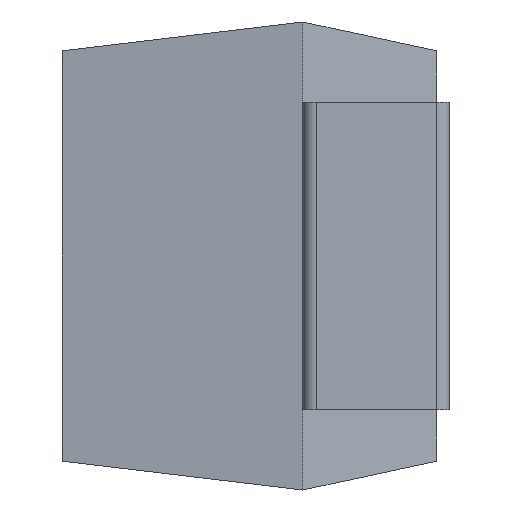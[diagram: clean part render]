
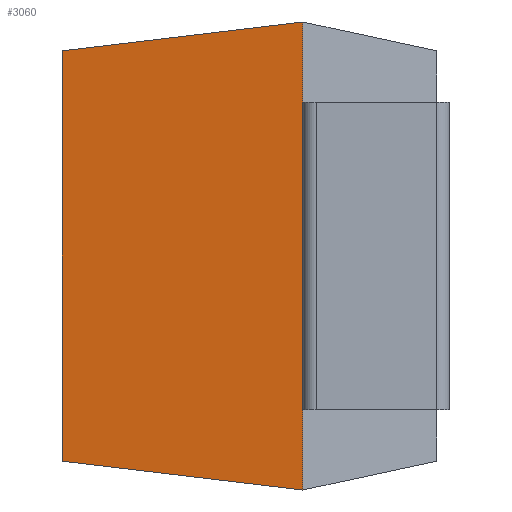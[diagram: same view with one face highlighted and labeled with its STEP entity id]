
A CAD part, left-side view. The second image highlights one B-rep face of the part: STEP entity #3060.
In plain terms, the highlighted planar face has unit normal (-0.993, 0.119, 0).
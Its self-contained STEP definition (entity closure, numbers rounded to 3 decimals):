
#3 = CARTESIAN_POINT ( 'NONE',  ( 0., 1., -3.5 ) ) ;
#77 = CARTESIAN_POINT ( 'NONE',  ( 0.215, 2.8, -3.5 ) ) ;
#142 = DIRECTION ( 'NONE',  ( 0., 0., 1. ) ) ;
#171 = CARTESIAN_POINT ( 'NONE',  ( 0., 1., -3.5 ) ) ;
#184 = VECTOR ( 'NONE', #400, 1000. ) ;
#243 = LINE ( 'NONE', #3156, #2548 ) ;
#400 = DIRECTION ( 'NONE',  ( 0., 0., 1. ) ) ;
#488 = CARTESIAN_POINT ( 'NONE',  ( 0., 1., 0. ) ) ;
#802 = CARTESIAN_POINT ( 'NONE',  ( -0.118, 0.014, -3.5 ) ) ;
#838 = CARTESIAN_POINT ( 'NONE',  ( 0.215, 2.8, -0.215 ) ) ;
#942 = DIRECTION ( 'NONE',  ( -0.118, -0.986, 0.118 ) ) ;
#971 = FACE_OUTER_BOUND ( 'NONE', #2659, .T. ) ;
#1125 = ORIENTED_EDGE ( 'NONE', *, *, #2071, .F. ) ;
#1157 = EDGE_CURVE ( 'NONE', #1928, #3117, #2587, .T. ) ;
#1333 = EDGE_CURVE ( 'NONE', #3374, #2828, #3839, .T. ) ;
#1359 = PLANE ( 'NONE',  #3861 ) ;
#1725 = DIRECTION ( 'NONE',  ( -0.119, -0.993, 0. ) ) ;
#1849 = VECTOR ( 'NONE', #942, 1000. ) ;
#1928 = VERTEX_POINT ( 'NONE', #3263 ) ;
#1976 = ORIENTED_EDGE ( 'NONE', *, *, #1333, .T. ) ;
#2071 = EDGE_CURVE ( 'NONE', #3117, #2828, #2560, .T. ) ;
#2548 = VECTOR ( 'NONE', #2827, 1000. ) ;
#2560 = LINE ( 'NONE', #3357, #1849 ) ;
#2587 = LINE ( 'NONE', #77, #184 ) ;
#2649 = VECTOR ( 'NONE', #142, 1000. ) ;
#2659 = EDGE_LOOP ( 'NONE', ( #1125, #2748, #2911, #1976 ) ) ;
#2748 = ORIENTED_EDGE ( 'NONE', *, *, #1157, .F. ) ;
#2827 = DIRECTION ( 'NONE',  ( -0.118, -0.986, -0.118 ) ) ;
#2828 = VERTEX_POINT ( 'NONE', #488 ) ;
#2892 = DIRECTION ( 'NONE',  ( -0.993, 0.119, 0. ) ) ;
#2911 = ORIENTED_EDGE ( 'NONE', *, *, #3582, .T. ) ;
#3060 = ADVANCED_FACE ( 'NONE', ( #971 ), #1359, .T. ) ;
#3117 = VERTEX_POINT ( 'NONE', #838 ) ;
#3156 = CARTESIAN_POINT ( 'NONE',  ( -0.116, 0.028, -3.616 ) ) ;
#3263 = CARTESIAN_POINT ( 'NONE',  ( 0.215, 2.8, -3.285 ) ) ;
#3357 = CARTESIAN_POINT ( 'NONE',  ( -0.068, 0.435, 0.068 ) ) ;
#3374 = VERTEX_POINT ( 'NONE', #3 ) ;
#3582 = EDGE_CURVE ( 'NONE', #1928, #3374, #243, .T. ) ;
#3839 = LINE ( 'NONE', #171, #2649 ) ;
#3861 = AXIS2_PLACEMENT_3D ( 'NONE', #802, #2892, #1725 ) ;
